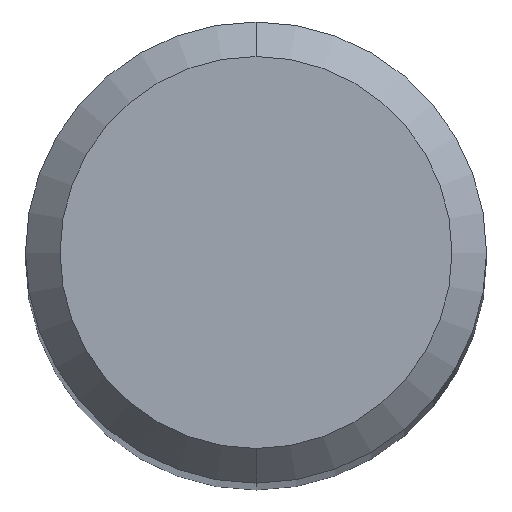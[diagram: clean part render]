
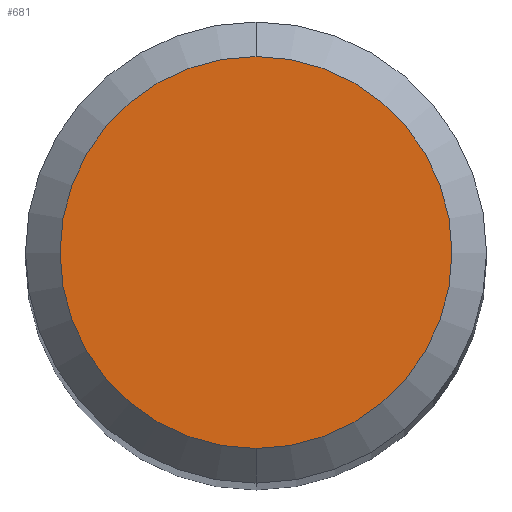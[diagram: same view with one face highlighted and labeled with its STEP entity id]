
A CAD part, top view. The second image highlights one B-rep face of the part: STEP entity #681.
In plain terms, the highlighted planar face has unit normal (0, 0, 1).
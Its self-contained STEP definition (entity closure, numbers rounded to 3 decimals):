
#363=EDGE_CURVE('',#427,#907,#1020,.T.);
#367=EDGE_CURVE('',#907,#427,#1024,.T.);
#427=VERTEX_POINT('',#1090);
#681=ADVANCED_FACE('',(#1366),#1367,.T.);
#907=VERTEX_POINT('',#1613);
#1020=CIRCLE('',#1783,1.7);
#1024=CIRCLE('',#1788,1.7);
#1090=CARTESIAN_POINT('',(0.0,1.7,0.0));
#1366=FACE_OUTER_BOUND('',#3194,.T.);
#1367=PLANE('',#3195);
#1613=CARTESIAN_POINT('',(0.,-1.7,0.0));
#1783=AXIS2_PLACEMENT_3D('',#5024,#5025,#5026);
#1788=AXIS2_PLACEMENT_3D('',#5027,#5028,#5029);
#3194=EDGE_LOOP('',(#5396,#5397));
#3195=AXIS2_PLACEMENT_3D('',#5398,#5399,#5400);
#5024=CARTESIAN_POINT('',(0.0,0.0,0.0));
#5025=DIRECTION('',(0.0,0.0,-1.0));
#5026=DIRECTION('',(0.0,1.0,0.0));
#5027=CARTESIAN_POINT('',(0.0,0.0,0.0));
#5028=DIRECTION('',(0.0,0.0,-1.0));
#5029=DIRECTION('',(0.0,1.0,0.0));
#5396=ORIENTED_EDGE('',*,*,#363,.F.);
#5397=ORIENTED_EDGE('',*,*,#367,.F.);
#5398=CARTESIAN_POINT('',(0.0,0.85,0.0));
#5399=DIRECTION('',(-0.0,0.0,1.0));
#5400=DIRECTION('',(0.0,-1.0,0.0));
